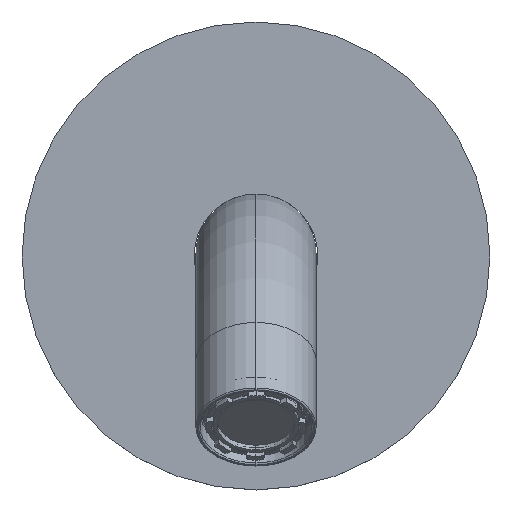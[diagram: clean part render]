
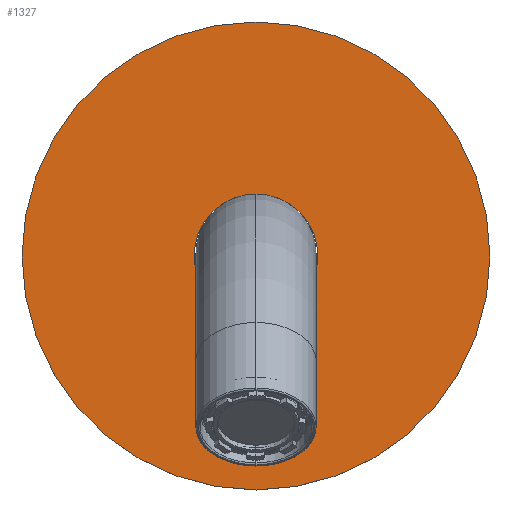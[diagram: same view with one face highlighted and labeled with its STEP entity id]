
A CAD part, top view. The second image highlights one B-rep face of the part: STEP entity #1327.
In plain terms, the highlighted planar face has unit normal (0, 0, 1).
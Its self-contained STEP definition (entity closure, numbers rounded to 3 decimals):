
#69 = DIRECTION ( 'NONE',  ( 0., 0., 1. ) ) ;
#77 = CIRCLE ( 'NONE', #3679, 9.25 ) ;
#165 = DIRECTION ( 'NONE',  ( 0., 0., 1. ) ) ;
#279 = EDGE_LOOP ( 'NONE', ( #2591, #2608 ) ) ;
#299 = CARTESIAN_POINT ( 'NONE',  ( -35., 0., 4. ) ) ;
#326 = DIRECTION ( 'NONE',  ( 1., 0., 0. ) ) ;
#479 = CARTESIAN_POINT ( 'NONE',  ( 0., 0., 4. ) ) ;
#629 = AXIS2_PLACEMENT_3D ( 'NONE', #2173, #3538, #326 ) ;
#661 = EDGE_CURVE ( 'NONE', #2975, #2525, #77, .T. ) ;
#836 = FACE_BOUND ( 'NONE', #2590, .T. ) ;
#849 = CARTESIAN_POINT ( 'NONE',  ( 0., 0., 4. ) ) ;
#1327 = ADVANCED_FACE ( 'NONE', ( #836, #2323 ), #3686, .T. ) ;
#1551 = DIRECTION ( 'NONE',  ( 1., 0., 0. ) ) ;
#1649 = DIRECTION ( 'NONE',  ( 1., 0., 0. ) ) ;
#1943 = EDGE_CURVE ( 'NONE', #2851, #2499, #2176, .T. ) ;
#1972 = DIRECTION ( 'NONE',  ( 0., 0., 1. ) ) ;
#2173 = CARTESIAN_POINT ( 'NONE',  ( 0., 0., 4. ) ) ;
#2174 = AXIS2_PLACEMENT_3D ( 'NONE', #3313, #69, #1551 ) ;
#2176 = CIRCLE ( 'NONE', #2174, 35. ) ;
#2323 = FACE_OUTER_BOUND ( 'NONE', #279, .T. ) ;
#2335 = DIRECTION ( 'NONE',  ( 0., 0., 1. ) ) ;
#2351 = AXIS2_PLACEMENT_3D ( 'NONE', #3394, #165, #1649 ) ;
#2358 = CIRCLE ( 'NONE', #2351, 9.25 ) ;
#2499 = VERTEX_POINT ( 'NONE', #4555 ) ;
#2516 = ORIENTED_EDGE ( 'NONE', *, *, #661, .F. ) ;
#2525 = VERTEX_POINT ( 'NONE', #3865 ) ;
#2537 = ORIENTED_EDGE ( 'NONE', *, *, #3894, .F. ) ;
#2590 = EDGE_LOOP ( 'NONE', ( #2516, #2537 ) ) ;
#2591 = ORIENTED_EDGE ( 'NONE', *, *, #2939, .T. ) ;
#2608 = ORIENTED_EDGE ( 'NONE', *, *, #1943, .T. ) ;
#2851 = VERTEX_POINT ( 'NONE', #299 ) ;
#2939 = EDGE_CURVE ( 'NONE', #2499, #2851, #3882, .T. ) ;
#2975 = VERTEX_POINT ( 'NONE', #4583 ) ;
#3313 = CARTESIAN_POINT ( 'NONE',  ( 0., 0., 4. ) ) ;
#3355 = DIRECTION ( 'NONE',  ( 1., 0., 0. ) ) ;
#3394 = CARTESIAN_POINT ( 'NONE',  ( 0., 0., 4. ) ) ;
#3538 = DIRECTION ( 'NONE',  ( 0., 0., 1. ) ) ;
#3602 = AXIS2_PLACEMENT_3D ( 'NONE', #479, #1972, #3355 ) ;
#3679 = AXIS2_PLACEMENT_3D ( 'NONE', #849, #2335, #3696 ) ;
#3686 = PLANE ( 'NONE',  #3602 ) ;
#3696 = DIRECTION ( 'NONE',  ( 1., 0., 0. ) ) ;
#3865 = CARTESIAN_POINT ( 'NONE',  ( 9.25, 0., 4. ) ) ;
#3882 = CIRCLE ( 'NONE', #629, 35. ) ;
#3894 = EDGE_CURVE ( 'NONE', #2525, #2975, #2358, .T. ) ;
#4555 = CARTESIAN_POINT ( 'NONE',  ( 35., 0., 4. ) ) ;
#4583 = CARTESIAN_POINT ( 'NONE',  ( -9.25, 0., 4. ) ) ;
